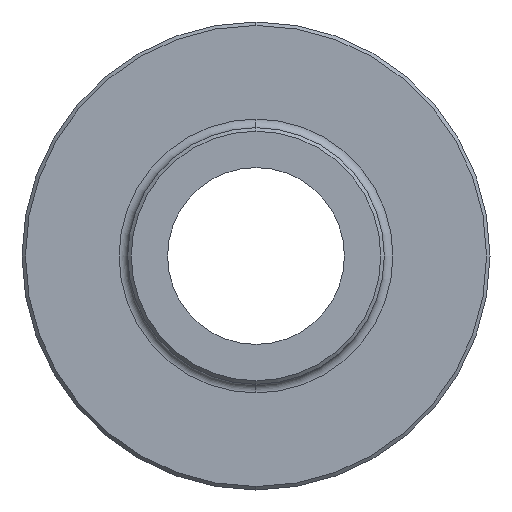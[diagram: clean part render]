
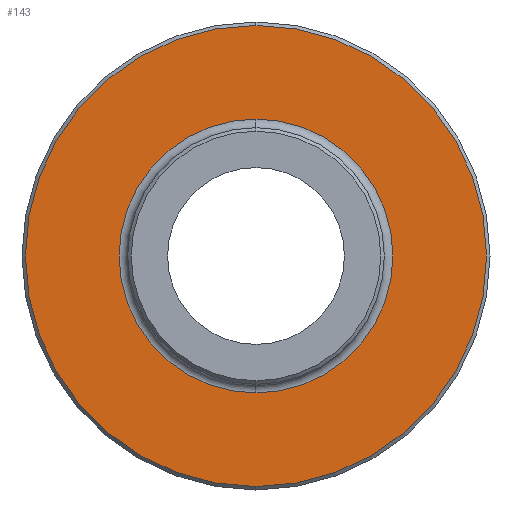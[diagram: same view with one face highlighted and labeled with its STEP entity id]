
A CAD part, left-side view. The second image highlights one B-rep face of the part: STEP entity #143.
In plain terms, the highlighted planar face has unit normal (-1, 0, 0).
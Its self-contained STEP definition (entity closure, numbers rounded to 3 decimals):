
#32 = CARTESIAN_POINT ( 'NONE',  ( 50.5, 0., 0. ) ) ;
#37 = CARTESIAN_POINT ( 'NONE',  ( 50.5, 0., -13.3 ) ) ;
#80 = CARTESIAN_POINT ( 'NONE',  ( 50.5, 0., 0. ) ) ;
#117 = CIRCLE ( 'NONE', #416, 7.9 ) ;
#132 = EDGE_CURVE ( 'NONE', #214, #483, #244, .T. ) ;
#143 = ADVANCED_FACE ( 'NONE', ( #261, #457 ), #367, .F. ) ;
#157 = ORIENTED_EDGE ( 'NONE', *, *, #474, .T. ) ;
#159 = DIRECTION ( 'NONE',  ( 0., 0., 1. ) ) ;
#193 = CARTESIAN_POINT ( 'NONE',  ( 50.5, 0., 0. ) ) ;
#214 = VERTEX_POINT ( 'NONE', #303 ) ;
#222 = EDGE_CURVE ( 'NONE', #298, #444, #414, .T. ) ;
#229 = DIRECTION ( 'NONE',  ( 0., 0., 1. ) ) ;
#244 = CIRCLE ( 'NONE', #484, 13.3 ) ;
#261 = FACE_BOUND ( 'NONE', #323, .T. ) ;
#263 = ORIENTED_EDGE ( 'NONE', *, *, #490, .F. ) ;
#267 = DIRECTION ( 'NONE',  ( 0., 0., -1. ) ) ;
#278 = AXIS2_PLACEMENT_3D ( 'NONE', #340, #329, #267 ) ;
#298 = VERTEX_POINT ( 'NONE', #385 ) ;
#299 = DIRECTION ( 'NONE',  ( 0., 0., 1. ) ) ;
#303 = CARTESIAN_POINT ( 'NONE',  ( 50.5, 0., 13.3 ) ) ;
#304 = DIRECTION ( 'NONE',  ( 0., 0., 1. ) ) ;
#323 = EDGE_LOOP ( 'NONE', ( #357, #263 ) ) ;
#328 = EDGE_LOOP ( 'NONE', ( #157, #415 ) ) ;
#329 = DIRECTION ( 'NONE',  ( 1., 0., 0. ) ) ;
#340 = CARTESIAN_POINT ( 'NONE',  ( 50.5, 13.3, 0. ) ) ;
#342 = DIRECTION ( 'NONE',  ( -1., 0., 0. ) ) ;
#357 = ORIENTED_EDGE ( 'NONE', *, *, #222, .F. ) ;
#367 = PLANE ( 'NONE',  #278 ) ;
#385 = CARTESIAN_POINT ( 'NONE',  ( 50.5, 0., 7.9 ) ) ;
#414 = CIRCLE ( 'NONE', #425, 7.9 ) ;
#415 = ORIENTED_EDGE ( 'NONE', *, *, #132, .T. ) ;
#416 = AXIS2_PLACEMENT_3D ( 'NONE', #80, #465, #304 ) ;
#419 = CARTESIAN_POINT ( 'NONE',  ( 50.5, 0., 0. ) ) ;
#425 = AXIS2_PLACEMENT_3D ( 'NONE', #32, #495, #229 ) ;
#439 = AXIS2_PLACEMENT_3D ( 'NONE', #419, #342, #159 ) ;
#444 = VERTEX_POINT ( 'NONE', #461 ) ;
#446 = CIRCLE ( 'NONE', #439, 13.3 ) ;
#457 = FACE_OUTER_BOUND ( 'NONE', #328, .T. ) ;
#461 = CARTESIAN_POINT ( 'NONE',  ( 50.5, 0., -7.9 ) ) ;
#465 = DIRECTION ( 'NONE',  ( -1., 0., 0. ) ) ;
#474 = EDGE_CURVE ( 'NONE', #483, #214, #446, .T. ) ;
#483 = VERTEX_POINT ( 'NONE', #37 ) ;
#484 = AXIS2_PLACEMENT_3D ( 'NONE', #193, #487, #299 ) ;
#487 = DIRECTION ( 'NONE',  ( -1., 0., 0. ) ) ;
#490 = EDGE_CURVE ( 'NONE', #444, #298, #117, .T. ) ;
#495 = DIRECTION ( 'NONE',  ( -1., 0., 0. ) ) ;
